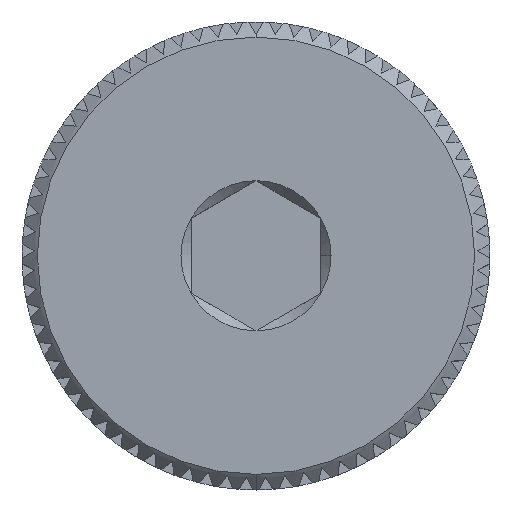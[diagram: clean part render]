
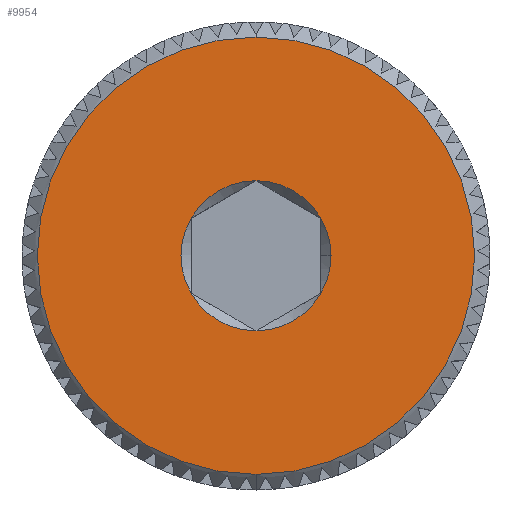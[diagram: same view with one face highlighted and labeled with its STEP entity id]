
A CAD part, top view. The second image highlights one B-rep face of the part: STEP entity #9954.
In plain terms, the highlighted planar face has unit normal (0, 0, 1).
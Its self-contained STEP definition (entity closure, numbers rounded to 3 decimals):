
#104 = EDGE_CURVE ( 'NONE', #4122, #1044, #5473, .T. ) ;
#820 = CIRCLE ( 'NONE', #1743, 1.443 ) ;
#831 = EDGE_CURVE ( 'NONE', #3850, #6960, #2910, .T. ) ;
#929 = CARTESIAN_POINT ( 'NONE',  ( 1.443, 0., 22. ) ) ;
#1044 = VERTEX_POINT ( 'NONE', #2964 ) ;
#1062 = VERTEX_POINT ( 'NONE', #7752 ) ;
#1185 = ORIENTED_EDGE ( 'NONE', *, *, #2564, .F. ) ;
#1232 = DIRECTION ( 'NONE',  ( 0., 0., 1. ) ) ;
#1471 = AXIS2_PLACEMENT_3D ( 'NONE', #2323, #5330, #5715 ) ;
#1527 = AXIS2_PLACEMENT_3D ( 'NONE', #4585, #3697, #8393 ) ;
#1544 = DIRECTION ( 'NONE',  ( 0., 0., 1. ) ) ;
#1607 = ORIENTED_EDGE ( 'NONE', *, *, #7891, .F. ) ;
#1670 = CARTESIAN_POINT ( 'NONE',  ( 1.25, -0.722, 22. ) ) ;
#1743 = AXIS2_PLACEMENT_3D ( 'NONE', #5212, #5280, #9074 ) ;
#1997 = ORIENTED_EDGE ( 'NONE', *, *, #2071, .F. ) ;
#2071 = EDGE_CURVE ( 'NONE', #8481, #3850, #7404, .T. ) ;
#2184 = AXIS2_PLACEMENT_3D ( 'NONE', #6222, #2374, #7015 ) ;
#2323 = CARTESIAN_POINT ( 'NONE',  ( 0., 0., 22. ) ) ;
#2336 = PLANE ( 'NONE',  #7216 ) ;
#2352 = FACE_BOUND ( 'NONE', #9594, .T. ) ;
#2374 = DIRECTION ( 'NONE',  ( 0., 0., 1. ) ) ;
#2564 = EDGE_CURVE ( 'NONE', #9149, #9581, #9098, .T. ) ;
#2614 = EDGE_CURVE ( 'NONE', #9581, #1062, #7044, .T. ) ;
#2724 = VERTEX_POINT ( 'NONE', #1670 ) ;
#2746 = ORIENTED_EDGE ( 'NONE', *, *, #7217, .T. ) ;
#2838 = EDGE_CURVE ( 'NONE', #1062, #8481, #7523, .T. ) ;
#2910 = CIRCLE ( 'NONE', #6490, 1.443 ) ;
#2930 = ORIENTED_EDGE ( 'NONE', *, *, #2614, .F. ) ;
#2964 = CARTESIAN_POINT ( 'NONE',  ( 0., 4.207, 22. ) ) ;
#3037 = CARTESIAN_POINT ( 'NONE',  ( 0., 0., 22. ) ) ;
#3091 = CIRCLE ( 'NONE', #2184, 4.207 ) ;
#3190 = DIRECTION ( 'NONE',  ( 0., 0., 1. ) ) ;
#3254 = CARTESIAN_POINT ( 'NONE',  ( 1.25, 0.722, 22. ) ) ;
#3283 = DIRECTION ( 'NONE',  ( 1., 0., 0. ) ) ;
#3407 = CARTESIAN_POINT ( 'NONE',  ( 0., 0., 22. ) ) ;
#3697 = DIRECTION ( 'NONE',  ( 0., 0., 1. ) ) ;
#3850 = VERTEX_POINT ( 'NONE', #9994 ) ;
#4069 = CARTESIAN_POINT ( 'NONE',  ( 0., 0., 22. ) ) ;
#4122 = VERTEX_POINT ( 'NONE', #8013 ) ;
#4585 = CARTESIAN_POINT ( 'NONE',  ( 0., 0., 22. ) ) ;
#4873 = DIRECTION ( 'NONE',  ( 1., 0., 0. ) ) ;
#4880 = AXIS2_PLACEMENT_3D ( 'NONE', #5667, #3190, #3283 ) ;
#4966 = DIRECTION ( 'NONE',  ( 1., 0., 0. ) ) ;
#4978 = AXIS2_PLACEMENT_3D ( 'NONE', #3407, #1232, #4966 ) ;
#5066 = DIRECTION ( 'NONE',  ( 1., 0., 0. ) ) ;
#5212 = CARTESIAN_POINT ( 'NONE',  ( 0., 0., 22. ) ) ;
#5280 = DIRECTION ( 'NONE',  ( 0., 0., 1. ) ) ;
#5330 = DIRECTION ( 'NONE',  ( 0., 0., 1. ) ) ;
#5473 = CIRCLE ( 'NONE', #1471, 4.207 ) ;
#5667 = CARTESIAN_POINT ( 'NONE',  ( 0., 0., 22. ) ) ;
#5715 = DIRECTION ( 'NONE',  ( 0., -1., 0. ) ) ;
#5864 = CARTESIAN_POINT ( 'NONE',  ( 0., 0., 22. ) ) ;
#6222 = CARTESIAN_POINT ( 'NONE',  ( 0., 0., 22. ) ) ;
#6230 = ORIENTED_EDGE ( 'NONE', *, *, #831, .F. ) ;
#6456 = DIRECTION ( 'NONE',  ( 0., 0., 1. ) ) ;
#6490 = AXIS2_PLACEMENT_3D ( 'NONE', #5864, #9780, #5066 ) ;
#6827 = FACE_OUTER_BOUND ( 'NONE', #8615, .T. ) ;
#6875 = CIRCLE ( 'NONE', #4880, 1.443 ) ;
#6906 = DIRECTION ( 'NONE',  ( 0., -1., 0. ) ) ;
#6960 = VERTEX_POINT ( 'NONE', #8098 ) ;
#7015 = DIRECTION ( 'NONE',  ( 0., -1., 0. ) ) ;
#7044 = CIRCLE ( 'NONE', #8783, 1.443 ) ;
#7080 = EDGE_CURVE ( 'NONE', #6960, #2724, #820, .T. ) ;
#7216 = AXIS2_PLACEMENT_3D ( 'NONE', #3037, #1544, #6906 ) ;
#7217 = EDGE_CURVE ( 'NONE', #1044, #4122, #3091, .T. ) ;
#7223 = AXIS2_PLACEMENT_3D ( 'NONE', #9553, #6456, #4873 ) ;
#7404 = CIRCLE ( 'NONE', #4978, 1.443 ) ;
#7523 = CIRCLE ( 'NONE', #1527, 1.443 ) ;
#7752 = CARTESIAN_POINT ( 'NONE',  ( 0., 1.443, 22. ) ) ;
#7891 = EDGE_CURVE ( 'NONE', #2724, #9149, #6875, .T. ) ;
#7972 = ORIENTED_EDGE ( 'NONE', *, *, #2838, .F. ) ;
#8013 = CARTESIAN_POINT ( 'NONE',  ( 0., -4.207, 22. ) ) ;
#8098 = CARTESIAN_POINT ( 'NONE',  ( 0., -1.443, 22. ) ) ;
#8393 = DIRECTION ( 'NONE',  ( 1., 0., 0. ) ) ;
#8481 = VERTEX_POINT ( 'NONE', #8761 ) ;
#8529 = ORIENTED_EDGE ( 'NONE', *, *, #104, .T. ) ;
#8615 = EDGE_LOOP ( 'NONE', ( #2746, #8529 ) ) ;
#8761 = CARTESIAN_POINT ( 'NONE',  ( -1.25, 0.722, 22. ) ) ;
#8783 = AXIS2_PLACEMENT_3D ( 'NONE', #4069, #9563, #9530 ) ;
#9074 = DIRECTION ( 'NONE',  ( 1., 0., 0. ) ) ;
#9098 = CIRCLE ( 'NONE', #7223, 1.443 ) ;
#9149 = VERTEX_POINT ( 'NONE', #929 ) ;
#9530 = DIRECTION ( 'NONE',  ( 1., 0., 0. ) ) ;
#9553 = CARTESIAN_POINT ( 'NONE',  ( 0., 0., 22. ) ) ;
#9563 = DIRECTION ( 'NONE',  ( 0., 0., 1. ) ) ;
#9581 = VERTEX_POINT ( 'NONE', #3254 ) ;
#9594 = EDGE_LOOP ( 'NONE', ( #9823, #6230, #1997, #7972, #2930, #1185, #1607 ) ) ;
#9780 = DIRECTION ( 'NONE',  ( 0., 0., 1. ) ) ;
#9823 = ORIENTED_EDGE ( 'NONE', *, *, #7080, .F. ) ;
#9954 = ADVANCED_FACE ( 'NONE', ( #2352, #6827 ), #2336, .T. ) ;
#9994 = CARTESIAN_POINT ( 'NONE',  ( -1.25, -0.722, 22. ) ) ;
